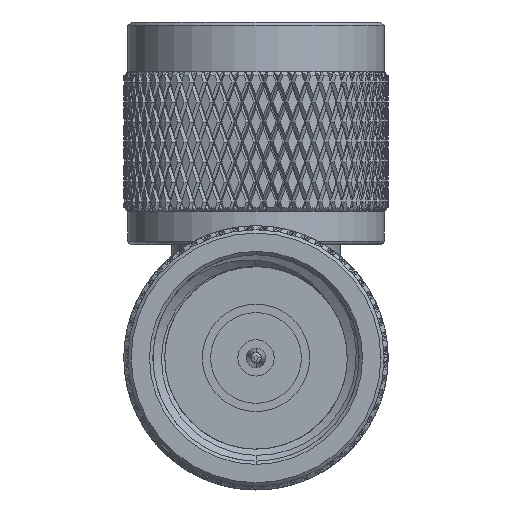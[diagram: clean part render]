
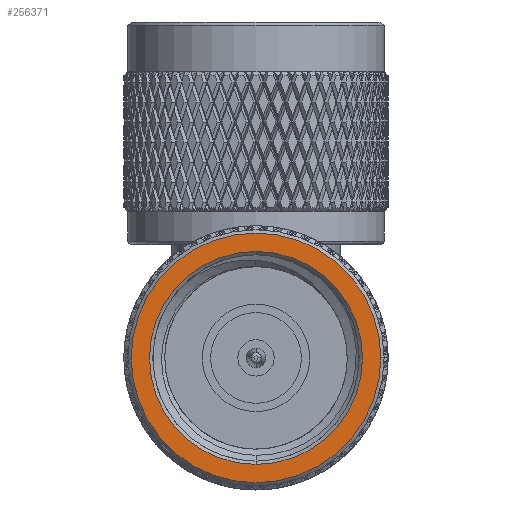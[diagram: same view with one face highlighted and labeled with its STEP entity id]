
A CAD part, left-side view. The second image highlights one B-rep face of the part: STEP entity #256371.
In plain terms, the highlighted planar face has unit normal (-1, 0, 0).
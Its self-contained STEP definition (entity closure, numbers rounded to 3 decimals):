
#656 = CIRCLE ( 'NONE', #57313, 8.191 ) ;
#1132 = CARTESIAN_POINT ( 'NONE',  ( 0., -9.603, 0. ) ) ;
#24206 = CARTESIAN_POINT ( 'NONE',  ( 0., 0., 0. ) ) ;
#24985 = CIRCLE ( 'NONE', #94639, 8.191 ) ;
#38949 = DIRECTION ( 'NONE',  ( 0., -1., 0. ) ) ;
#45402 = VERTEX_POINT ( 'NONE', #81424 ) ;
#48593 = DIRECTION ( 'NONE',  ( -1., 0., 0. ) ) ;
#50631 = FACE_OUTER_BOUND ( 'NONE', #85651, .T. ) ;
#57313 = AXIS2_PLACEMENT_3D ( 'NONE', #24206, #248969, #106027 ) ;
#63042 = EDGE_CURVE ( 'NONE', #265042, #124994, #123579, .T. ) ;
#68191 = CARTESIAN_POINT ( 'NONE',  ( 0., 9.603, 0. ) ) ;
#69628 = CARTESIAN_POINT ( 'NONE',  ( 0., 0., -8.191 ) ) ;
#72691 = ORIENTED_EDGE ( 'NONE', *, *, #148187, .T. ) ;
#77529 = EDGE_CURVE ( 'NONE', #124994, #265042, #228553, .T. ) ;
#81424 = CARTESIAN_POINT ( 'NONE',  ( 0., 0., 8.191 ) ) ;
#85651 = EDGE_LOOP ( 'NONE', ( #91095, #156311 ) ) ;
#91095 = ORIENTED_EDGE ( 'NONE', *, *, #77529, .T. ) ;
#94225 = FACE_BOUND ( 'NONE', #132864, .T. ) ;
#94639 = AXIS2_PLACEMENT_3D ( 'NONE', #139819, #141149, #38949 ) ;
#97167 = EDGE_CURVE ( 'NONE', #45402, #193699, #24985, .T. ) ;
#106027 = DIRECTION ( 'NONE',  ( 0., -1., 0. ) ) ;
#116643 = CARTESIAN_POINT ( 'NONE',  ( 0., 0., 0. ) ) ;
#123579 = CIRCLE ( 'NONE', #249760, 9.603 ) ;
#124994 = VERTEX_POINT ( 'NONE', #68191 ) ;
#132864 = EDGE_LOOP ( 'NONE', ( #252184, #72691 ) ) ;
#139819 = CARTESIAN_POINT ( 'NONE',  ( 0., 0., 0. ) ) ;
#141149 = DIRECTION ( 'NONE',  ( 1., 0., 0. ) ) ;
#141664 = AXIS2_PLACEMENT_3D ( 'NONE', #116643, #48593, #172548 ) ;
#148187 = EDGE_CURVE ( 'NONE', #193699, #45402, #656, .T. ) ;
#151456 = PLANE ( 'NONE',  #166183 ) ;
#156311 = ORIENTED_EDGE ( 'NONE', *, *, #63042, .T. ) ;
#166183 = AXIS2_PLACEMENT_3D ( 'NONE', #173227, #257663, #253644 ) ;
#172548 = DIRECTION ( 'NONE',  ( 0., -1., 0. ) ) ;
#173227 = CARTESIAN_POINT ( 'NONE',  ( 0., 9.857, 0. ) ) ;
#193699 = VERTEX_POINT ( 'NONE', #69628 ) ;
#200669 = DIRECTION ( 'NONE',  ( 0., -1., 0. ) ) ;
#211760 = CARTESIAN_POINT ( 'NONE',  ( 0., 0., 0. ) ) ;
#228553 = CIRCLE ( 'NONE', #141664, 9.603 ) ;
#233527 = DIRECTION ( 'NONE',  ( -1., 0., 0. ) ) ;
#248969 = DIRECTION ( 'NONE',  ( 1., 0., 0. ) ) ;
#249760 = AXIS2_PLACEMENT_3D ( 'NONE', #211760, #233527, #200669 ) ;
#252184 = ORIENTED_EDGE ( 'NONE', *, *, #97167, .T. ) ;
#253644 = DIRECTION ( 'NONE',  ( 0., -1., 0. ) ) ;
#256371 = ADVANCED_FACE ( 'NONE', ( #94225, #50631 ), #151456, .T. ) ;
#257663 = DIRECTION ( 'NONE',  ( -1., 0., 0. ) ) ;
#265042 = VERTEX_POINT ( 'NONE', #1132 ) ;
